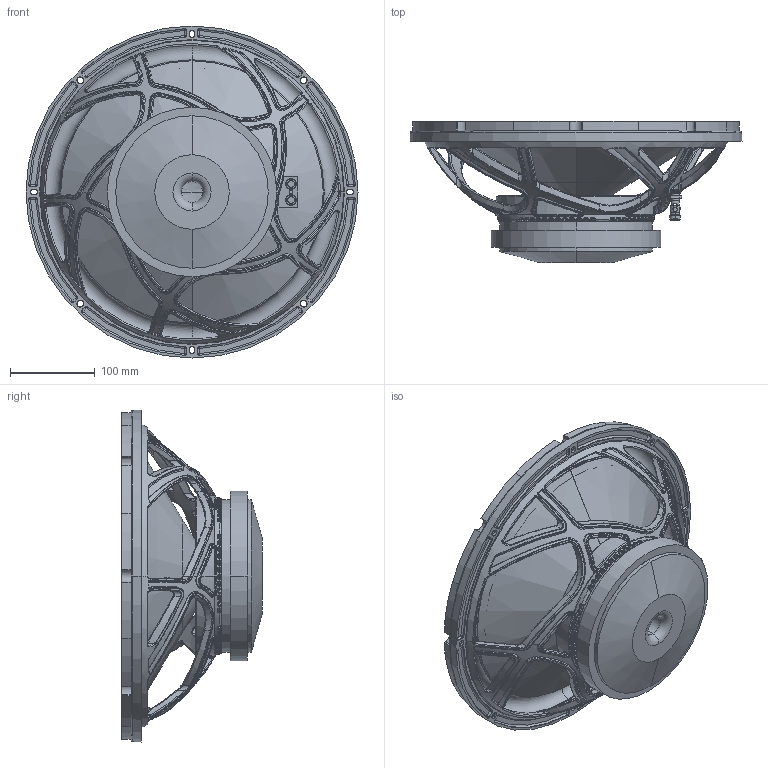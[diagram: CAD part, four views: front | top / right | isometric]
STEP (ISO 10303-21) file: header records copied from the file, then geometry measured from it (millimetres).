
FILE_DESCRIPTION (( 'STEP AP203' ), '1' );
FILE_NAME ('152FINDX8-333.STEP', '2023-04-20T12:25:16', ( '微软用户' ), ( '微软中国' ), 'SwSTEP 2.0', 'SolidWorks 2020', '' );
FILE_SCHEMA (( 'CONFIG_CONTROL_DESIGN' ));
Length unit declared in the file: millimetre
Products named in the file (1): 152FINDX8-333
Bounding box: 392.06 x 166.2 x 392.06 mm (x, y, z)
Surface area: 675577.5 mm2 (no closed solid volume)
Topology: 0 solids, 23 shells, 1691 faces, 5423 edges, 3506 vertices
Faces by surface type: bspline 829, torus 363, cylinder 190, plane 148, cone 129, sphere 32
Entity records: 126818 total; most frequent: CARTESIAN_POINT 86562, ORIENTED_EDGE 8659, DIRECTION 7158, EDGE_CURVE 5378, VERTEX_POINT 3506, AXIS2_PLACEMENT_3D 3281, CIRCLE 2418, B_SPLINE_CURVE_WITH_KNOTS 2342
